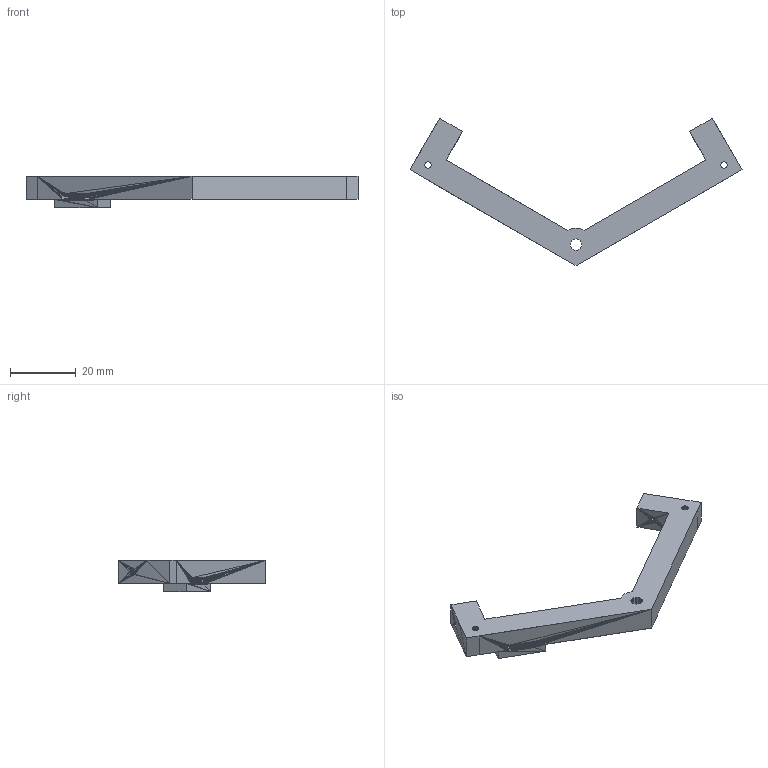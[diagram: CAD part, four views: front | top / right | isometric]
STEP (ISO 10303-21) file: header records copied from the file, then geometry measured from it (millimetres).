
FILE_DESCRIPTION(('FreeCAD Model'),'2;1');
FILE_NAME('Open CASCADE Shape Model','2024-02-27T23:29:52',(''),(''), 'Open CASCADE STEP processor 7.6','FreeCAD','Unknown');
FILE_SCHEMA(('AUTOMOTIVE_DESIGN { 1 0 10303 214 1 1 1 1 }'));
Length unit declared in the file: millimetre
Products named in the file (1): StrutC001 (Solid)001
Bounding box: 100.76 x 44.68 x 9.5 mm (x, y, z)
Volume: 7493.9 mm3; surface area: 4504.8 mm2
Topology: 1 solids, 1 shells, 438 faces, 822 edges, 378 vertices
Faces by surface type: plane 438
Entity records: 20742 total; most frequent: DIRECTION 3344, CARTESIAN_POINT 3283, LINE 2466, VECTOR 2466, ORIENTED_EDGE 1644, PCURVE 1644, DEFINITIONAL_REPRESENTATION 1644, EDGE_CURVE 822
